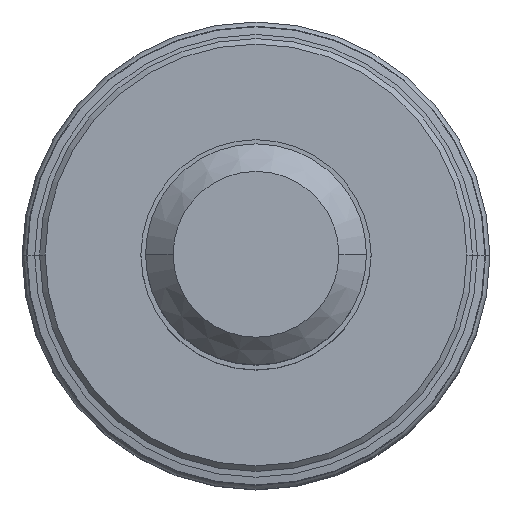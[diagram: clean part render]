
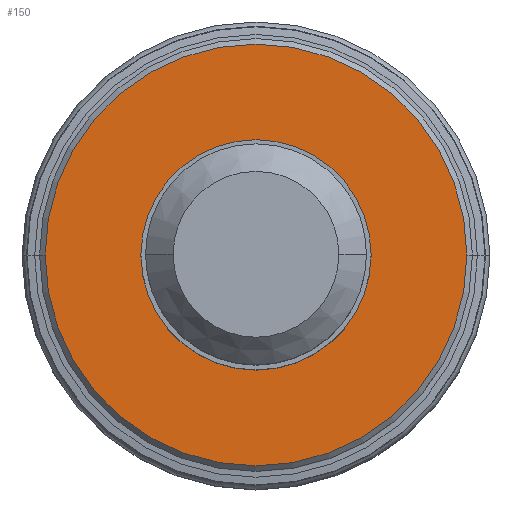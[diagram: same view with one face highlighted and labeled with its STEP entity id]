
A CAD part, top view. The second image highlights one B-rep face of the part: STEP entity #150.
In plain terms, the highlighted planar face has unit normal (0, 0, 1).
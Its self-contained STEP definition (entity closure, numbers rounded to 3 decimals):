
#28=PLANE('',#1295);
#33=FACE_BOUND('',#299,.T.);
#34=FACE_BOUND('',#300,.T.);
#150=ADVANCED_FACE('',(#33,#34),#28,.F.);
#299=EDGE_LOOP('',(#470,#471,#472,#473));
#300=EDGE_LOOP('',(#474,#475));
#470=ORIENTED_EDGE('',*,*,#802,.F.);
#471=ORIENTED_EDGE('',*,*,#803,.F.);
#472=ORIENTED_EDGE('',*,*,#801,.F.);
#473=ORIENTED_EDGE('',*,*,#800,.F.);
#474=ORIENTED_EDGE('',*,*,#804,.F.);
#475=ORIENTED_EDGE('',*,*,#805,.F.);
#680=VERTEX_POINT('',#3059);
#681=VERTEX_POINT('',#3061);
#682=VERTEX_POINT('',#3063);
#683=VERTEX_POINT('',#3067);
#684=VERTEX_POINT('',#3070);
#685=VERTEX_POINT('',#3071);
#800=EDGE_CURVE('',#681,#682,#972,.T.);
#801=EDGE_CURVE('',#682,#680,#973,.T.);
#802=EDGE_CURVE('',#683,#681,#974,.T.);
#803=EDGE_CURVE('',#680,#683,#975,.T.);
#804=EDGE_CURVE('',#684,#685,#976,.T.);
#805=EDGE_CURVE('',#685,#684,#977,.T.);
#972=CIRCLE('',#1288,11.45);
#973=CIRCLE('',#1289,11.45);
#974=CIRCLE('',#1291,11.45);
#975=CIRCLE('',#1292,11.45);
#976=CIRCLE('',#1293,6.25);
#977=CIRCLE('',#1294,6.25);
#1288=AXIS2_PLACEMENT_3D('',#3062,#1560,#1561);
#1289=AXIS2_PLACEMENT_3D('',#3064,#1562,#1563);
#1291=AXIS2_PLACEMENT_3D('',#3066,#1566,#1567);
#1292=AXIS2_PLACEMENT_3D('',#3068,#1568,#1569);
#1293=AXIS2_PLACEMENT_3D('',#3069,#1570,#1571);
#1294=AXIS2_PLACEMENT_3D('',#3072,#1572,#1573);
#1295=AXIS2_PLACEMENT_3D('',#3073,#1574,#1575);
#1560=DIRECTION('',(0.,0.,-1.));
#1561=DIRECTION('',(1.,0.,0.));
#1562=DIRECTION('',(0.,0.,-1.));
#1563=DIRECTION('',(0.,-1.,0.));
#1566=DIRECTION('',(0.,0.,-1.));
#1567=DIRECTION('',(0.,1.,0.));
#1568=DIRECTION('',(0.,0.,-1.));
#1569=DIRECTION('',(-1.,0.,0.));
#1570=DIRECTION('',(0.,0.,1.));
#1571=DIRECTION('',(1.,0.,0.));
#1572=DIRECTION('',(0.,0.,1.));
#1573=DIRECTION('',(-1.,0.,0.));
#1574=DIRECTION('',(0.,0.,-1.));
#1575=DIRECTION('',(-1.,0.,0.));
#3059=CARTESIAN_POINT('',(-11.45,0.,0.));
#3061=CARTESIAN_POINT('',(11.45,0.,0.));
#3062=CARTESIAN_POINT('',(0.,0.,0.));
#3063=CARTESIAN_POINT('',(0.,-11.45,0.));
#3064=CARTESIAN_POINT('',(0.,0.,0.));
#3066=CARTESIAN_POINT('',(0.,0.,0.));
#3067=CARTESIAN_POINT('',(0.,11.45,0.));
#3068=CARTESIAN_POINT('',(0.,0.,0.));
#3069=CARTESIAN_POINT('',(0.,0.,0.));
#3070=CARTESIAN_POINT('',(6.25,0.,0.));
#3071=CARTESIAN_POINT('',(-6.25,0.,0.));
#3072=CARTESIAN_POINT('',(0.,0.,0.));
#3073=CARTESIAN_POINT('',(0.,0.,0.));
